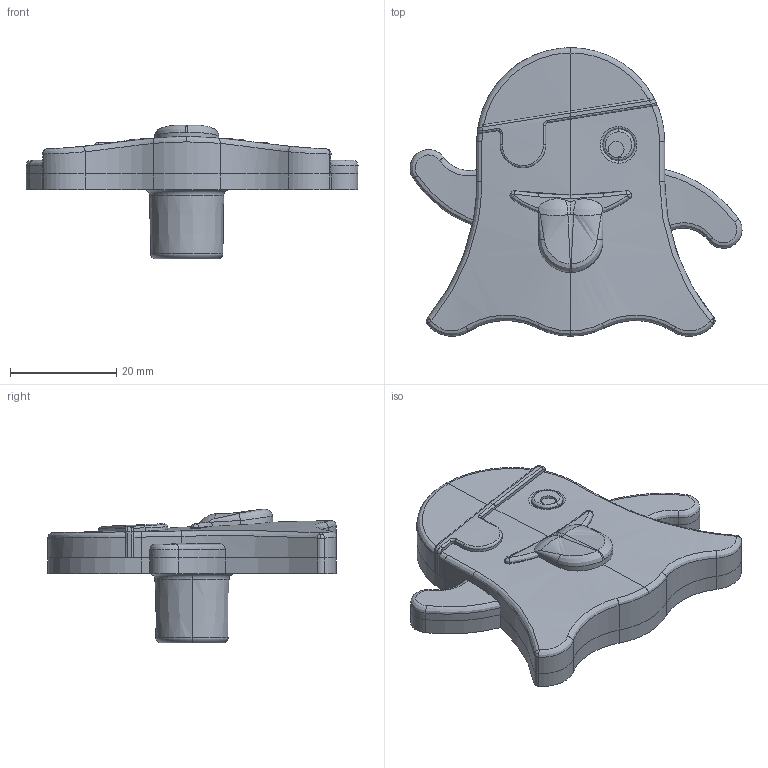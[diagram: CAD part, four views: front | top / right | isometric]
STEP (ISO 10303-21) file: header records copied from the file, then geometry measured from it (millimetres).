
FILE_DESCRIPTION(('Creo Elements/Direct Modeling STEP Export'),'2;1');
FILE_NAME('H242-62.stp','2021-05-27T10:33:27',(''),(''),'Creo Elements/Direct Modeling STEP processor for AP214 (Solid Model)','Creo Elements/Direct Modeling 20.0 12-Nov-2016 (C) Parametric Technology GmbH','');
FILE_SCHEMA(('AUTOMOTIVE_DESIGN { 1 0 10303 214 1 1 1 1 }'));
Length unit declared in the file: millimetre
Products named in the file (12): Arm.1.1; Arm.1.1.1; Geist.1; Unterteil; Geist; Pupille; Mund; Zunge; Auge rechts; Auge links; Arm.1; DIV-10418
Assembly tree (11 placements, depth 2):
  DIV-10418
    Arm.1
    Auge links
    Auge rechts
    Zunge
    Mund
    Pupille
    Geist
    Unterteil
    Geist.1
    Arm.1.1.1
    Arm.1.1
Bounding box: 62.43 x 54.25 x 25.17 mm (x, y, z)
Volume: 19874.2 mm3; surface area: 13312.8 mm2
Topology: 11 solids, 11 shells, 212 faces, 519 edges, 328 vertices
Faces by surface type: bspline 83, cylinder 76, plane 36, extrusion 9, cone 4, torus 4
Entity records: 28588 total; most frequent: CARTESIAN_POINT 24028, ORIENTED_EDGE 1034, DIRECTION 623, EDGE_CURVE 517, VERTEX_POINT 328, AXIS2_PLACEMENT_3D 241, EDGE_LOOP 219, FACE_OUTER_BOUND 212
